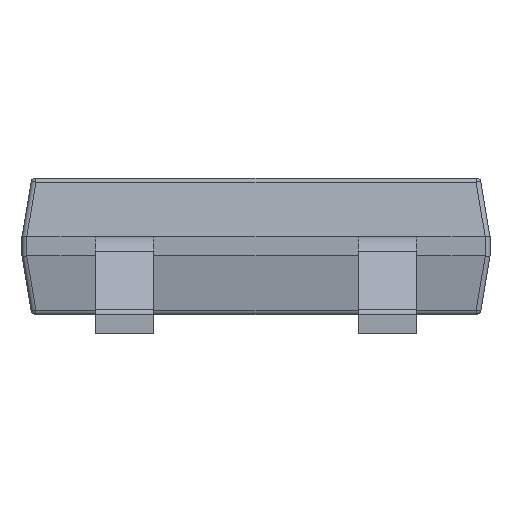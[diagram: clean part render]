
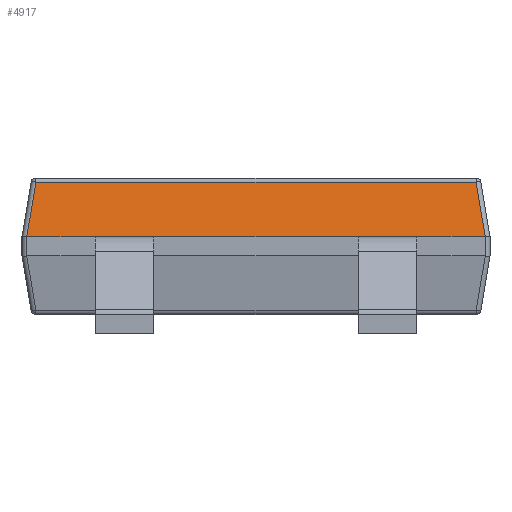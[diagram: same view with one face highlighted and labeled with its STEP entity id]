
A CAD part, front view. The second image highlights one B-rep face of the part: STEP entity #4917.
In plain terms, the highlighted planar face has unit normal (0, -0.986, 0.164).
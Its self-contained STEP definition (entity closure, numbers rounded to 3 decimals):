
#193 = DIRECTION ( 'NONE',  ( -1., 0., 0. ) ) ;
#269 = VECTOR ( 'NONE', #13379, 1000. ) ;
#485 = LINE ( 'NONE', #9498, #2009 ) ;
#487 = EDGE_CURVE ( 'NONE', #1725, #7313, #2636, .T. ) ;
#832 = EDGE_CURVE ( 'NONE', #12100, #10726, #8896, .T. ) ;
#1178 = ORIENTED_EDGE ( 'NONE', *, *, #5228, .T. ) ;
#1636 = CARTESIAN_POINT ( 'NONE',  ( -2.4, -1.9, 1. ) ) ;
#1724 = EDGE_CURVE ( 'NONE', #3524, #7494, #16199, .T. ) ;
#1725 = VERTEX_POINT ( 'NONE', #2134 ) ;
#1810 = LINE ( 'NONE', #1636, #269 ) ;
#1893 = CARTESIAN_POINT ( 'NONE',  ( 1.05, -1.9, 1. ) ) ;
#1915 = CARTESIAN_POINT ( 'NONE',  ( 1.05, -1.9, 1. ) ) ;
#2009 = VECTOR ( 'NONE', #3146, 1000. ) ;
#2134 = CARTESIAN_POINT ( 'NONE',  ( 2.35, -1.9, 1. ) ) ;
#2636 = LINE ( 'NONE', #10400, #16765 ) ;
#2943 = ORIENTED_EDGE ( 'NONE', *, *, #487, .F. ) ;
#2945 = DIRECTION ( 'NONE',  ( -1., 0., 0. ) ) ;
#3146 = DIRECTION ( 'NONE',  ( -1., 0., 0. ) ) ;
#3188 = DIRECTION ( 'NONE',  ( -1., 0., 0. ) ) ;
#3393 = CARTESIAN_POINT ( 'NONE',  ( -2.35, -1.9, 1. ) ) ;
#3524 = VERTEX_POINT ( 'NONE', #4878 ) ;
#3701 = CARTESIAN_POINT ( 'NONE',  ( -2.35, -1.9, 1. ) ) ;
#4178 =( BOUNDED_CURVE ( )  B_SPLINE_CURVE ( 3, ( #8638, #13799, #10003, #12478 ),
 .UNSPECIFIED., .F., .F. ) 
 B_SPLINE_CURVE_WITH_KNOTS ( ( 4, 4 ),
 ( 0., 0.014 ),
 .UNSPECIFIED. ) 
 CURVE ( )  GEOMETRIC_REPRESENTATION_ITEM ( )  RATIONAL_B_SPLINE_CURVE ( ( 1., 1., 1., 1. ) ) 
 REPRESENTATION_ITEM ( '' )  );
#4322 = ORIENTED_EDGE ( 'NONE', *, *, #14074, .T. ) ;
#4343 = CARTESIAN_POINT ( 'NONE',  ( 1.65, -1.9, 1. ) ) ;
#4386 = ORIENTED_EDGE ( 'NONE', *, *, #9974, .F. ) ;
#4492 = ORIENTED_EDGE ( 'NONE', *, *, #14379, .F. ) ;
#4878 = CARTESIAN_POINT ( 'NONE',  ( -1.05, -1.9, 1. ) ) ;
#4917 = ADVANCED_FACE ( 'NONE', ( #5066 ), #7518, .T. ) ;
#4932 = DIRECTION ( 'NONE',  ( -1., 0., 0. ) ) ;
#5066 = FACE_OUTER_BOUND ( 'NONE', #15290, .T. ) ;
#5228 = EDGE_CURVE ( 'NONE', #14260, #12100, #485, .T. ) ;
#5418 = CARTESIAN_POINT ( 'NONE',  ( 2.191, -1.741, 1.955 ) ) ;
#5631 = EDGE_CURVE ( 'NONE', #7313, #6584, #10786, .T. ) ;
#5756 = VECTOR ( 'NONE', #3188, 1000. ) ;
#5926 = ORIENTED_EDGE ( 'NONE', *, *, #5631, .F. ) ;
#5949 = EDGE_CURVE ( 'NONE', #13956, #14260, #8115, .T. ) ;
#6584 = VERTEX_POINT ( 'NONE', #1893 ) ;
#6787 = ORIENTED_EDGE ( 'NONE', *, *, #5949, .T. ) ;
#7213 =( BOUNDED_CURVE ( )  B_SPLINE_CURVE ( 3, ( #15020, #3393, #3701, #12471 ),
 .UNSPECIFIED., .F., .F. ) 
 B_SPLINE_CURVE_WITH_KNOTS ( ( 4, 4 ),
 ( 6.27, 6.283 ),
 .UNSPECIFIED. ) 
 CURVE ( )  GEOMETRIC_REPRESENTATION_ITEM ( )  RATIONAL_B_SPLINE_CURVE ( ( 1., 1., 1., 1. ) ) 
 REPRESENTATION_ITEM ( '' )  );
#7313 = VERTEX_POINT ( 'NONE', #4343 ) ;
#7494 = VERTEX_POINT ( 'NONE', #8229 ) ;
#7518 = PLANE ( 'NONE',  #13930 ) ;
#7826 = DIRECTION ( 'NONE',  ( -1., 0., 0. ) ) ;
#8115 = LINE ( 'NONE', #5418, #11978 ) ;
#8151 = VECTOR ( 'NONE', #15544, 1000. ) ;
#8229 = CARTESIAN_POINT ( 'NONE',  ( -1.65, -1.9, 1. ) ) ;
#8638 = CARTESIAN_POINT ( 'NONE',  ( 2.35, -1.9, 1. ) ) ;
#8818 = CARTESIAN_POINT ( 'NONE',  ( -2.4, -1.9, 1. ) ) ;
#8896 = LINE ( 'NONE', #11569, #8151 ) ;
#9498 = CARTESIAN_POINT ( 'NONE',  ( 0., -1.807, 1.558 ) ) ;
#9974 = EDGE_CURVE ( 'NONE', #7494, #13214, #10116, .T. ) ;
#10003 = CARTESIAN_POINT ( 'NONE',  ( 2.35, -1.9, 1. ) ) ;
#10116 = LINE ( 'NONE', #8818, #10516 ) ;
#10237 = CARTESIAN_POINT ( 'NONE',  ( -2.258, -1.807, 1.558 ) ) ;
#10261 = EDGE_CURVE ( 'NONE', #1725, #13956, #4178, .T. ) ;
#10400 = CARTESIAN_POINT ( 'NONE',  ( -2.4, -1.9, 1. ) ) ;
#10516 = VECTOR ( 'NONE', #4932, 1000. ) ;
#10656 = CARTESIAN_POINT ( 'NONE',  ( -2.35, -1.9, 1. ) ) ;
#10726 = VERTEX_POINT ( 'NONE', #11764 ) ;
#10786 = LINE ( 'NONE', #1915, #16696 ) ;
#11569 = CARTESIAN_POINT ( 'NONE',  ( -2.191, -1.741, 1.955 ) ) ;
#11764 = CARTESIAN_POINT ( 'NONE',  ( -2.351, -1.9, 1. ) ) ;
#11978 = VECTOR ( 'NONE', #15753, 1000. ) ;
#12100 = VERTEX_POINT ( 'NONE', #10237 ) ;
#12383 = CARTESIAN_POINT ( 'NONE',  ( -1.65, -1.9, 1. ) ) ;
#12471 = CARTESIAN_POINT ( 'NONE',  ( -2.35, -1.9, 1. ) ) ;
#12478 = CARTESIAN_POINT ( 'NONE',  ( 2.351, -1.9, 1. ) ) ;
#13009 = ORIENTED_EDGE ( 'NONE', *, *, #10261, .T. ) ;
#13214 = VERTEX_POINT ( 'NONE', #10656 ) ;
#13290 = CARTESIAN_POINT ( 'NONE',  ( 0., -1.8, 1.6 ) ) ;
#13379 = DIRECTION ( 'NONE',  ( -1., 0., 0. ) ) ;
#13799 = CARTESIAN_POINT ( 'NONE',  ( 2.35, -1.9, 1. ) ) ;
#13930 = AXIS2_PLACEMENT_3D ( 'NONE', #13290, #15748, #193 ) ;
#13956 = VERTEX_POINT ( 'NONE', #16034 ) ;
#14074 = EDGE_CURVE ( 'NONE', #10726, #13214, #7213, .T. ) ;
#14260 = VERTEX_POINT ( 'NONE', #14385 ) ;
#14379 = EDGE_CURVE ( 'NONE', #6584, #3524, #1810, .T. ) ;
#14385 = CARTESIAN_POINT ( 'NONE',  ( 2.258, -1.807, 1.558 ) ) ;
#15020 = CARTESIAN_POINT ( 'NONE',  ( -2.351, -1.9, 1. ) ) ;
#15141 = ORIENTED_EDGE ( 'NONE', *, *, #832, .T. ) ;
#15290 = EDGE_LOOP ( 'NONE', ( #15141, #4322, #4386, #15507, #4492, #5926, #2943, #13009, #6787, #1178 ) ) ;
#15507 = ORIENTED_EDGE ( 'NONE', *, *, #1724, .F. ) ;
#15544 = DIRECTION ( 'NONE',  ( -0.162, -0.162, -0.973 ) ) ;
#15748 = DIRECTION ( 'NONE',  ( 0., -0.986, 0.164 ) ) ;
#15753 = DIRECTION ( 'NONE',  ( -0.162, 0.162, 0.973 ) ) ;
#16034 = CARTESIAN_POINT ( 'NONE',  ( 2.351, -1.9, 1. ) ) ;
#16199 = LINE ( 'NONE', #12383, #5756 ) ;
#16696 = VECTOR ( 'NONE', #2945, 1000. ) ;
#16765 = VECTOR ( 'NONE', #7826, 1000. ) ;
